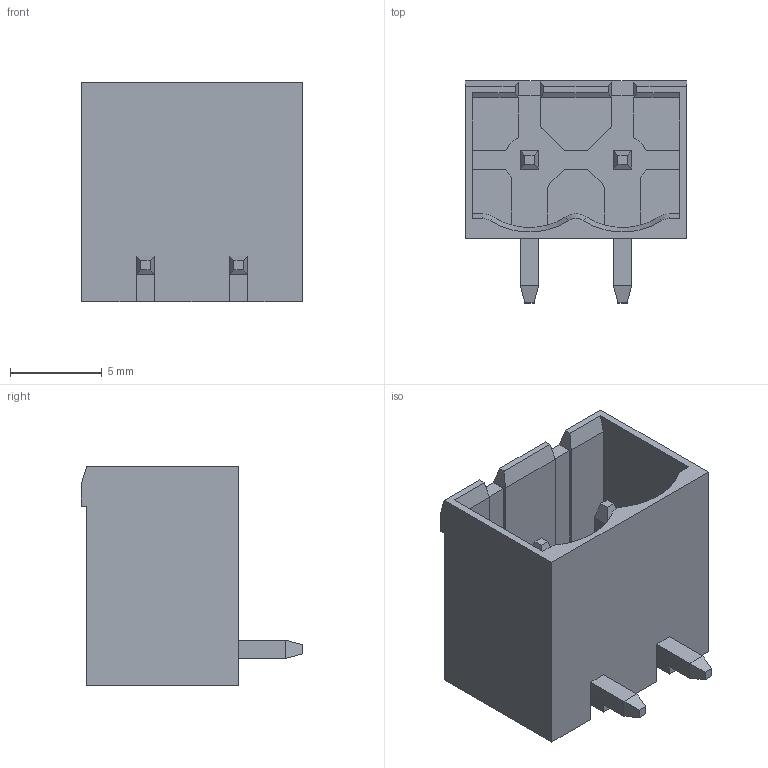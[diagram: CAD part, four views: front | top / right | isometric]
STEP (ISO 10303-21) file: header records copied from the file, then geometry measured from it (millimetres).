
FILE_DESCRIPTION (( 'STEP AP214' ), '1' );
FILE_NAME ('1757242.STEP', '2020-04-21T18:12:09', ( '' ), ( '' ), 'SwSTEP 2.0', 'SolidWorks 2017', '' );
FILE_SCHEMA (( 'AUTOMOTIVE_DESIGN' ));
Length unit declared in the file: millimetre
Products named in the file (1): 1757242
Bounding box: 12.08 x 12.1 x 12 mm (x, y, z)
Volume: 590.3 mm3; surface area: 1157.8 mm2
Topology: 3 solids, 3 shells, 133 faces, 355 edges, 226 vertices
Faces by surface type: plane 107, cylinder 21, cone 5
Entity records: 4124 total; most frequent: CARTESIAN_POINT 715, ORIENTED_EDGE 710, DIRECTION 674, EDGE_CURVE 355, VECTOR 304, LINE 304, VERTEX_POINT 226, AXIS2_PLACEMENT_3D 185
